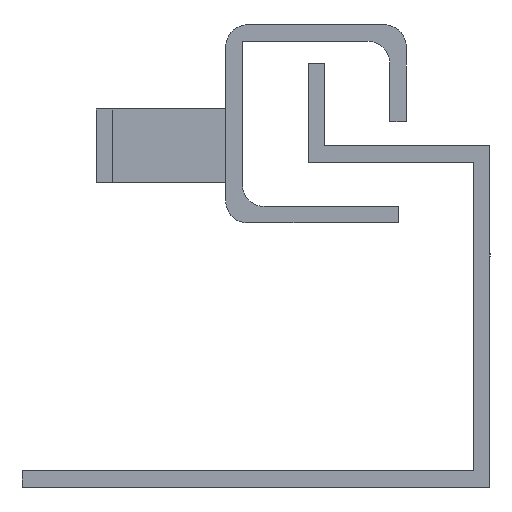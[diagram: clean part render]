
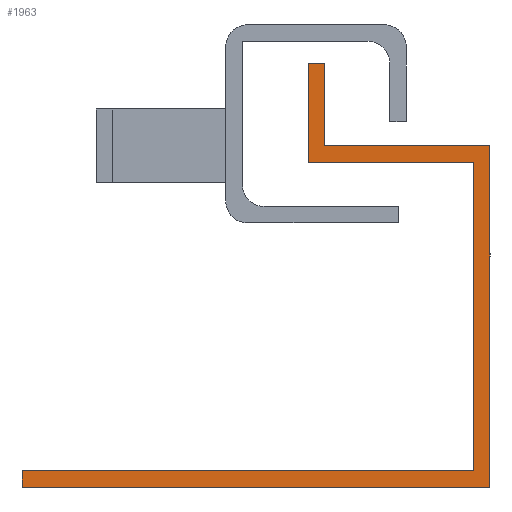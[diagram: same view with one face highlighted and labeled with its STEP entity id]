
A CAD part, left-side view. The second image highlights one B-rep face of the part: STEP entity #1963.
In plain terms, the highlighted planar face has unit normal (-1, 0, 0).
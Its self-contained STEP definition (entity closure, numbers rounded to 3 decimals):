
#30 = CARTESIAN_POINT ( 'NONE',  ( 0., 1.5, 1.5 ) ) ;
#35 = DIRECTION ( 'NONE',  ( 1., 0., 0. ) ) ;
#293 = ORIENTED_EDGE ( 'NONE', *, *, #3147, .F. ) ;
#302 = CARTESIAN_POINT ( 'NONE',  ( 0., 42.5, 1.5 ) ) ;
#366 = VERTEX_POINT ( 'NONE', #302 ) ;
#390 = VERTEX_POINT ( 'NONE', #4389 ) ;
#394 = LINE ( 'NONE', #2435, #1877 ) ;
#672 = VECTOR ( 'NONE', #2275, 1000. ) ;
#796 = EDGE_CURVE ( 'NONE', #1656, #366, #1721, .T. ) ;
#1020 = FACE_OUTER_BOUND ( 'NONE', #5670, .T. ) ;
#1044 = LINE ( 'NONE', #30, #4302 ) ;
#1063 = VERTEX_POINT ( 'NONE', #4645 ) ;
#1181 = CARTESIAN_POINT ( 'NONE',  ( 0., 0., 0. ) ) ;
#1418 = VERTEX_POINT ( 'NONE', #3415 ) ;
#1502 = ORIENTED_EDGE ( 'NONE', *, *, #2077, .F. ) ;
#1645 = LINE ( 'NONE', #3216, #6363 ) ;
#1656 = VERTEX_POINT ( 'NONE', #6269 ) ;
#1721 = LINE ( 'NONE', #3770, #4709 ) ;
#1877 = VECTOR ( 'NONE', #2309, 1000. ) ;
#1963 = ADVANCED_FACE ( 'NONE', ( #1020 ), #4541, .F. ) ;
#2015 = CARTESIAN_POINT ( 'NONE',  ( 0., 15., 31. ) ) ;
#2053 = CARTESIAN_POINT ( 'NONE',  ( 0., 16.5, 29.5 ) ) ;
#2077 = EDGE_CURVE ( 'NONE', #4780, #390, #4643, .T. ) ;
#2085 = CARTESIAN_POINT ( 'NONE',  ( 0., 0., 0. ) ) ;
#2127 = ORIENTED_EDGE ( 'NONE', *, *, #5370, .F. ) ;
#2275 = DIRECTION ( 'NONE',  ( 0., -1., 0. ) ) ;
#2309 = DIRECTION ( 'NONE',  ( 0., 0., -1. ) ) ;
#2435 = CARTESIAN_POINT ( 'NONE',  ( 0., 15., 38.5 ) ) ;
#2556 = EDGE_CURVE ( 'NONE', #1418, #5363, #394, .T. ) ;
#2583 = EDGE_CURVE ( 'NONE', #366, #6283, #4587, .T. ) ;
#2685 = LINE ( 'NONE', #1181, #5801 ) ;
#2949 = ORIENTED_EDGE ( 'NONE', *, *, #2583, .F. ) ;
#3103 = VECTOR ( 'NONE', #4102, 1000. ) ;
#3147 = EDGE_CURVE ( 'NONE', #390, #1063, #4610, .T. ) ;
#3216 = CARTESIAN_POINT ( 'NONE',  ( 0., 0., 31. ) ) ;
#3269 = EDGE_CURVE ( 'NONE', #5429, #5141, #1645, .T. ) ;
#3296 = DIRECTION ( 'NONE',  ( 0., 0., 1. ) ) ;
#3305 = CARTESIAN_POINT ( 'NONE',  ( 0., 1.5, 1.5 ) ) ;
#3415 = CARTESIAN_POINT ( 'NONE',  ( 0., 15., 38.5 ) ) ;
#3515 = DIRECTION ( 'NONE',  ( 0., -1., 0. ) ) ;
#3562 = EDGE_CURVE ( 'NONE', #5363, #5429, #3956, .T. ) ;
#3762 = DIRECTION ( 'NONE',  ( 0., 1., 0. ) ) ;
#3770 = CARTESIAN_POINT ( 'NONE',  ( 0., 42.5, 0. ) ) ;
#3847 = CARTESIAN_POINT ( 'NONE',  ( 0., 15., 31. ) ) ;
#3956 = LINE ( 'NONE', #2015, #6252 ) ;
#4057 = DIRECTION ( 'NONE',  ( 0., -1., 0. ) ) ;
#4102 = DIRECTION ( 'NONE',  ( 0., 0., 1. ) ) ;
#4128 = DIRECTION ( 'NONE',  ( 0., 0., -1. ) ) ;
#4302 = VECTOR ( 'NONE', #6555, 1000. ) ;
#4327 = CARTESIAN_POINT ( 'NONE',  ( 0., 16.5, 38.5 ) ) ;
#4368 = AXIS2_PLACEMENT_3D ( 'NONE', #2085, #35, #4128 ) ;
#4389 = CARTESIAN_POINT ( 'NONE',  ( 0., 16.5, 29.5 ) ) ;
#4541 = PLANE ( 'NONE',  #4368 ) ;
#4587 = LINE ( 'NONE', #5054, #4657 ) ;
#4610 = LINE ( 'NONE', #2053, #3103 ) ;
#4643 = LINE ( 'NONE', #6195, #5394 ) ;
#4645 = CARTESIAN_POINT ( 'NONE',  ( 0., 16.5, 38.5 ) ) ;
#4657 = VECTOR ( 'NONE', #3515, 1000. ) ;
#4695 = CARTESIAN_POINT ( 'NONE',  ( 0., 1.5, 29.5 ) ) ;
#4709 = VECTOR ( 'NONE', #3296, 1000. ) ;
#4780 = VERTEX_POINT ( 'NONE', #4695 ) ;
#4826 = LINE ( 'NONE', #4327, #672 ) ;
#5026 = CARTESIAN_POINT ( 'NONE',  ( 0., 0., 31. ) ) ;
#5054 = CARTESIAN_POINT ( 'NONE',  ( 0., 42.5, 1.5 ) ) ;
#5141 = VERTEX_POINT ( 'NONE', #5699 ) ;
#5160 = ORIENTED_EDGE ( 'NONE', *, *, #6401, .F. ) ;
#5181 = DIRECTION ( 'NONE',  ( 0., 0., -1. ) ) ;
#5363 = VERTEX_POINT ( 'NONE', #3847 ) ;
#5370 = EDGE_CURVE ( 'NONE', #1063, #1418, #4826, .T. ) ;
#5394 = VECTOR ( 'NONE', #6060, 1000. ) ;
#5429 = VERTEX_POINT ( 'NONE', #5026 ) ;
#5452 = ORIENTED_EDGE ( 'NONE', *, *, #796, .F. ) ;
#5504 = ORIENTED_EDGE ( 'NONE', *, *, #2556, .F. ) ;
#5556 = ORIENTED_EDGE ( 'NONE', *, *, #3269, .F. ) ;
#5670 = EDGE_LOOP ( 'NONE', ( #5934, #5504, #2127, #293, #1502, #6297, #2949, #5452, #5160, #5556 ) ) ;
#5699 = CARTESIAN_POINT ( 'NONE',  ( 0., 0., 0. ) ) ;
#5801 = VECTOR ( 'NONE', #3762, 1000. ) ;
#5934 = ORIENTED_EDGE ( 'NONE', *, *, #3562, .F. ) ;
#6060 = DIRECTION ( 'NONE',  ( 0., 1., 0. ) ) ;
#6195 = CARTESIAN_POINT ( 'NONE',  ( 0., 1.5, 29.5 ) ) ;
#6252 = VECTOR ( 'NONE', #4057, 1000. ) ;
#6269 = CARTESIAN_POINT ( 'NONE',  ( 0., 42.5, 0. ) ) ;
#6283 = VERTEX_POINT ( 'NONE', #3305 ) ;
#6297 = ORIENTED_EDGE ( 'NONE', *, *, #6607, .F. ) ;
#6363 = VECTOR ( 'NONE', #5181, 1000. ) ;
#6401 = EDGE_CURVE ( 'NONE', #5141, #1656, #2685, .T. ) ;
#6555 = DIRECTION ( 'NONE',  ( 0., 0., 1. ) ) ;
#6607 = EDGE_CURVE ( 'NONE', #6283, #4780, #1044, .T. ) ;
